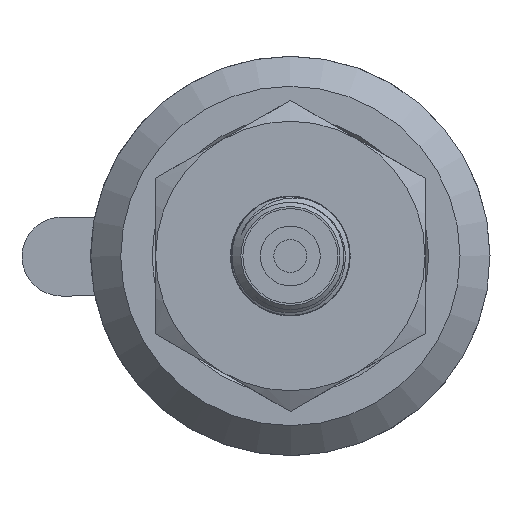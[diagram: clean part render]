
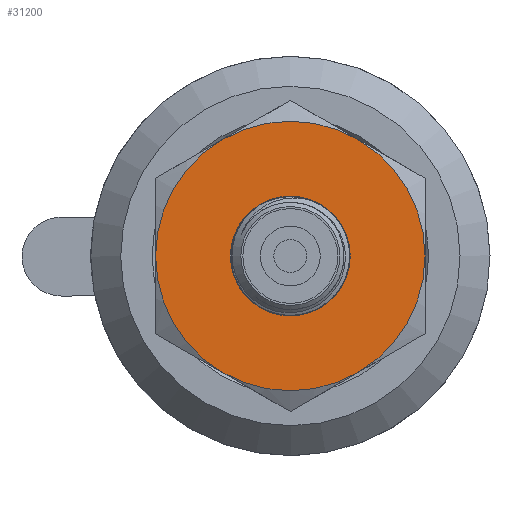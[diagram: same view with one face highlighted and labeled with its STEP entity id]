
A CAD part, left-side view. The second image highlights one B-rep face of the part: STEP entity #31200.
In plain terms, the highlighted face is planar.
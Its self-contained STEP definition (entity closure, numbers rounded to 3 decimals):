
#724=FACE_BOUND('',#5183,.T.);
#1735=PLANE('',#33311);
#3389=FACE_OUTER_BOUND('',#5182,.T.);
#5182=EDGE_LOOP('',(#29270));
#5183=EDGE_LOOP('',(#29271));
#5820=CIRCLE('',#33310,13.5);
#5821=CIRCLE('',#33312,6.);
#15613=VERTEX_POINT('',#86771);
#15614=VERTEX_POINT('',#86775);
#20169=EDGE_CURVE('',#15613,#15613,#5820,.T.);
#20171=EDGE_CURVE('',#15614,#15614,#5821,.T.);
#29270=ORIENTED_EDGE('',*,*,#20169,.T.);
#29271=ORIENTED_EDGE('',*,*,#20171,.F.);
#31200=ADVANCED_FACE('',(#3389,#724),#1735,.T.);
#33310=AXIS2_PLACEMENT_3D('',#86772,#40368,#40369);
#33311=AXIS2_PLACEMENT_3D('',#86774,#40371,#40372);
#33312=AXIS2_PLACEMENT_3D('',#86776,#40373,#40374);
#40368=DIRECTION('center_axis',(1.,0.,0.));
#40369=DIRECTION('ref_axis',(0.,0.,-1.));
#40371=DIRECTION('center_axis',(1.,0.,0.));
#40372=DIRECTION('ref_axis',(0.,0.,-1.));
#40373=DIRECTION('center_axis',(1.,0.,0.));
#40374=DIRECTION('ref_axis',(0.,0.,-1.));
#86771=CARTESIAN_POINT('',(-11.,-13.5,0.));
#86772=CARTESIAN_POINT('Origin',(-11.,0.,0.));
#86774=CARTESIAN_POINT('Origin',(-11.,6.,0.));
#86775=CARTESIAN_POINT('',(-11.,0.,6.));
#86776=CARTESIAN_POINT('Origin',(-11.,0.,0.));
